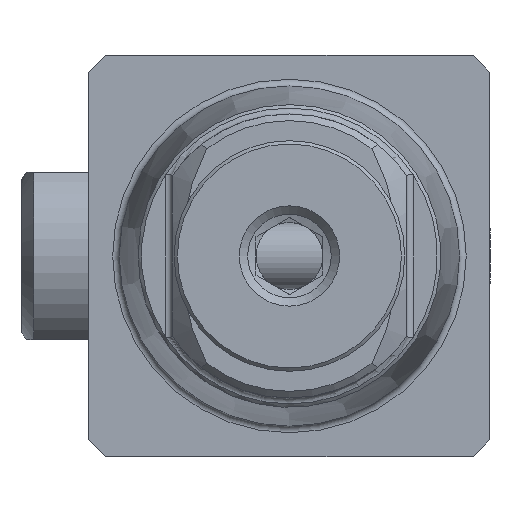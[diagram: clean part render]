
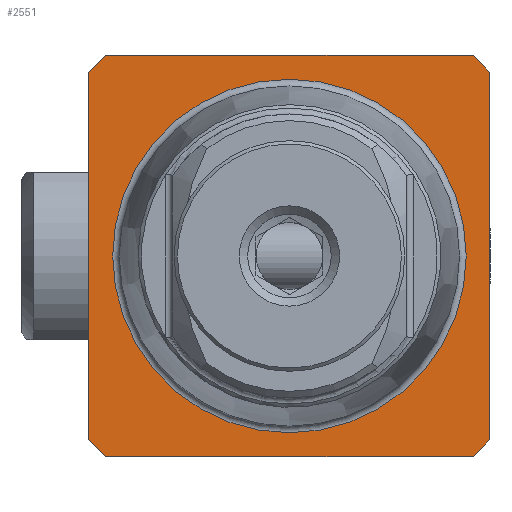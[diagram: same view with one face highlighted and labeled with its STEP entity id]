
A CAD part, left-side view. The second image highlights one B-rep face of the part: STEP entity #2551.
In plain terms, the highlighted planar face has unit normal (-1, 0, 0).
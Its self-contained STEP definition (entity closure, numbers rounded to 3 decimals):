
#47 = CARTESIAN_POINT ( 'NONE',  ( 0., 6., -5.5 ) ) ;
#68 = VERTEX_POINT ( 'NONE', #764 ) ;
#72 = DIRECTION ( 'NONE',  ( 0., -0.707, -0.707 ) ) ;
#235 = VERTEX_POINT ( 'NONE', #5512 ) ;
#334 = LINE ( 'NONE', #2154, #6017 ) ;
#396 = EDGE_CURVE ( 'NONE', #5881, #5300, #2312, .T. ) ;
#497 = DIRECTION ( 'NONE',  ( 1., 0., 0. ) ) ;
#681 = VECTOR ( 'NONE', #1951, 1000. ) ;
#708 = EDGE_CURVE ( 'NONE', #799, #850, #4246, .T. ) ;
#764 = CARTESIAN_POINT ( 'NONE',  ( 0., -5.5, 6. ) ) ;
#799 = VERTEX_POINT ( 'NONE', #4686 ) ;
#850 = VERTEX_POINT ( 'NONE', #2361 ) ;
#864 = VECTOR ( 'NONE', #2556, 1000. ) ;
#938 = VERTEX_POINT ( 'NONE', #4396 ) ;
#1093 = LINE ( 'NONE', #47, #4899 ) ;
#1132 = ORIENTED_EDGE ( 'NONE', *, *, #3367, .T. ) ;
#1184 = ORIENTED_EDGE ( 'NONE', *, *, #2220, .T. ) ;
#1220 = VECTOR ( 'NONE', #5087, 1000. ) ;
#1341 = ORIENTED_EDGE ( 'NONE', *, *, #5103, .F. ) ;
#1391 = CARTESIAN_POINT ( 'NONE',  ( 0., -6., -5.5 ) ) ;
#1403 = LINE ( 'NONE', #1625, #864 ) ;
#1625 = CARTESIAN_POINT ( 'NONE',  ( 0., 5.288, 6. ) ) ;
#1676 = DIRECTION ( 'NONE',  ( 0., 0., 1. ) ) ;
#1714 = CARTESIAN_POINT ( 'NONE',  ( 0., 6., 0. ) ) ;
#1926 = CARTESIAN_POINT ( 'NONE',  ( 0., 5.288, 0. ) ) ;
#1951 = DIRECTION ( 'NONE',  ( 0., -0.707, 0.707 ) ) ;
#1981 = PLANE ( 'NONE',  #4764 ) ;
#2073 = EDGE_CURVE ( 'NONE', #938, #4753, #1093, .T. ) ;
#2113 = EDGE_CURVE ( 'NONE', #68, #799, #1403, .T. ) ;
#2154 = CARTESIAN_POINT ( 'NONE',  ( 0., 5.288, -6. ) ) ;
#2220 = EDGE_CURVE ( 'NONE', #4753, #5881, #334, .T. ) ;
#2312 = LINE ( 'NONE', #3792, #681 ) ;
#2322 = ORIENTED_EDGE ( 'NONE', *, *, #2073, .T. ) ;
#2361 = CARTESIAN_POINT ( 'NONE',  ( 0., 6., 5.5 ) ) ;
#2551 = ADVANCED_FACE ( 'NONE', ( #5778, #2849 ), #1981, .F. ) ;
#2556 = DIRECTION ( 'NONE',  ( 0., 1., 0. ) ) ;
#2663 = VECTOR ( 'NONE', #4166, 1000. ) ;
#2763 = VECTOR ( 'NONE', #4437, 1000. ) ;
#2793 = ORIENTED_EDGE ( 'NONE', *, *, #396, .T. ) ;
#2846 = EDGE_CURVE ( 'NONE', #235, #68, #5473, .T. ) ;
#2849 = FACE_OUTER_BOUND ( 'NONE', #3319, .T. ) ;
#2900 = DIRECTION ( 'NONE',  ( 0., 0., 1. ) ) ;
#2911 = DIRECTION ( 'NONE',  ( 0., -1., 0. ) ) ;
#2934 = EDGE_CURVE ( 'NONE', #850, #938, #5014, .T. ) ;
#2986 = ORIENTED_EDGE ( 'NONE', *, *, #2934, .T. ) ;
#3102 = ORIENTED_EDGE ( 'NONE', *, *, #2113, .T. ) ;
#3319 = EDGE_LOOP ( 'NONE', ( #1132, #5979, #3102, #3327, #2986, #2322, #1184, #2793 ) ) ;
#3327 = ORIENTED_EDGE ( 'NONE', *, *, #708, .T. ) ;
#3367 = EDGE_CURVE ( 'NONE', #5300, #235, #5738, .T. ) ;
#3544 = CARTESIAN_POINT ( 'NONE',  ( 0., 0., 0. ) ) ;
#3670 = CARTESIAN_POINT ( 'NONE',  ( 0., 5.5, 6. ) ) ;
#3792 = CARTESIAN_POINT ( 'NONE',  ( 0., -6., -5.5 ) ) ;
#4017 = VECTOR ( 'NONE', #2900, 1000. ) ;
#4166 = DIRECTION ( 'NONE',  ( 0., 0.707, -0.707 ) ) ;
#4246 = LINE ( 'NONE', #3670, #2663 ) ;
#4311 = CARTESIAN_POINT ( 'NONE',  ( 0., 5.5, -6. ) ) ;
#4316 = EDGE_LOOP ( 'NONE', ( #1341 ) ) ;
#4396 = CARTESIAN_POINT ( 'NONE',  ( 0., 6., -5.5 ) ) ;
#4437 = DIRECTION ( 'NONE',  ( 0., 0.707, 0.707 ) ) ;
#4467 = AXIS2_PLACEMENT_3D ( 'NONE', #3544, #4518, #1676 ) ;
#4518 = DIRECTION ( 'NONE',  ( -1., 0., 0. ) ) ;
#4686 = CARTESIAN_POINT ( 'NONE',  ( 0., 5.5, 6. ) ) ;
#4753 = VERTEX_POINT ( 'NONE', #4311 ) ;
#4764 = AXIS2_PLACEMENT_3D ( 'NONE', #1926, #497, #5244 ) ;
#4832 = CARTESIAN_POINT ( 'NONE',  ( 0., -6., 0. ) ) ;
#4843 = CIRCLE ( 'NONE', #4467, 5.288 ) ;
#4881 = CARTESIAN_POINT ( 'NONE',  ( 0., -5.5, 6. ) ) ;
#4899 = VECTOR ( 'NONE', #72, 1000. ) ;
#5014 = LINE ( 'NONE', #1714, #1220 ) ;
#5048 = CARTESIAN_POINT ( 'NONE',  ( 0., 0., 5.288 ) ) ;
#5087 = DIRECTION ( 'NONE',  ( 0., 0., -1. ) ) ;
#5103 = EDGE_CURVE ( 'NONE', #5314, #5314, #4843, .T. ) ;
#5162 = CARTESIAN_POINT ( 'NONE',  ( 0., -5.5, -6. ) ) ;
#5244 = DIRECTION ( 'NONE',  ( 0., 0., -1. ) ) ;
#5300 = VERTEX_POINT ( 'NONE', #1391 ) ;
#5314 = VERTEX_POINT ( 'NONE', #5048 ) ;
#5473 = LINE ( 'NONE', #4881, #2763 ) ;
#5512 = CARTESIAN_POINT ( 'NONE',  ( 0., -6., 5.5 ) ) ;
#5738 = LINE ( 'NONE', #4832, #4017 ) ;
#5778 = FACE_BOUND ( 'NONE', #4316, .T. ) ;
#5881 = VERTEX_POINT ( 'NONE', #5162 ) ;
#5979 = ORIENTED_EDGE ( 'NONE', *, *, #2846, .T. ) ;
#6017 = VECTOR ( 'NONE', #2911, 1000. ) ;
